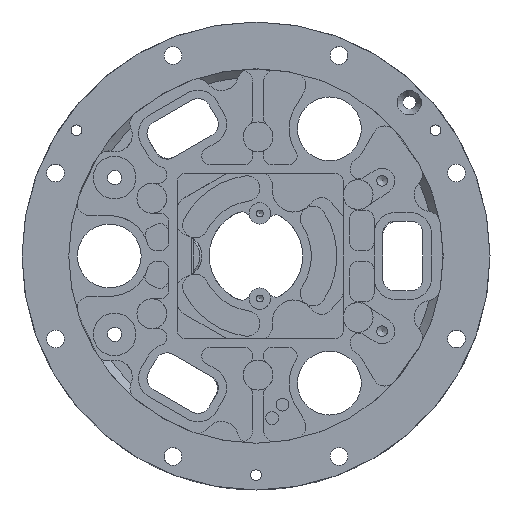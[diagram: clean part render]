
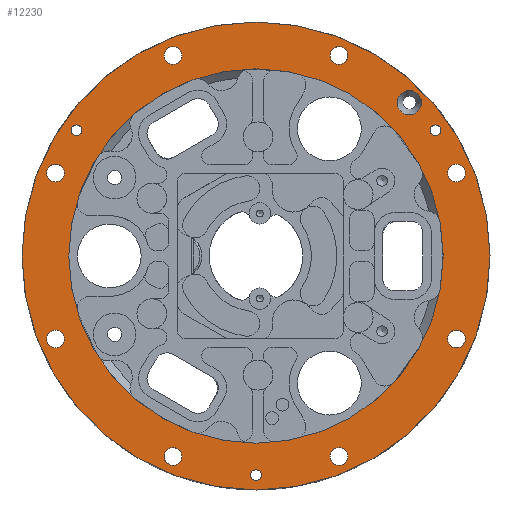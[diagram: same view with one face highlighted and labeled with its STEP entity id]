
A CAD part, front view. The second image highlights one B-rep face of the part: STEP entity #12230.
In plain terms, the highlighted planar face has unit normal (0, -1, 0).
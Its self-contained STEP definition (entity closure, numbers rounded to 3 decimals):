
#165=FACE_BOUND('',#1617,.T.);
#166=FACE_BOUND('',#1618,.T.);
#167=FACE_BOUND('',#1619,.T.);
#168=FACE_BOUND('',#1620,.T.);
#169=FACE_BOUND('',#1621,.T.);
#170=FACE_BOUND('',#1622,.T.);
#171=FACE_BOUND('',#1623,.T.);
#172=FACE_BOUND('',#1624,.T.);
#173=FACE_BOUND('',#1625,.T.);
#174=FACE_BOUND('',#1626,.T.);
#175=FACE_BOUND('',#1627,.T.);
#176=FACE_BOUND('',#1628,.T.);
#177=FACE_BOUND('',#1629,.T.);
#432=PLANE('',#13472);
#880=FACE_OUTER_BOUND('',#1616,.T.);
#1616=EDGE_LOOP('',(#9846));
#1617=EDGE_LOOP('',(#9847));
#1618=EDGE_LOOP('',(#9848));
#1619=EDGE_LOOP('',(#9849));
#1620=EDGE_LOOP('',(#9850));
#1621=EDGE_LOOP('',(#9851));
#1622=EDGE_LOOP('',(#9852));
#1623=EDGE_LOOP('',(#9853));
#1624=EDGE_LOOP('',(#9854));
#1625=EDGE_LOOP('',(#9855));
#1626=EDGE_LOOP('',(#9856));
#1627=EDGE_LOOP('',(#9857));
#1628=EDGE_LOOP('',(#9858));
#1629=EDGE_LOOP('',(#9859));
#3884=CIRCLE('',#12583,44.);
#4093=CIRCLE('',#12841,1.265);
#4095=CIRCLE('',#12845,1.265);
#4097=CIRCLE('',#12849,1.265);
#4417=CIRCLE('',#13473,55.);
#4418=CIRCLE('',#13474,2.1);
#4419=CIRCLE('',#13475,2.1);
#4420=CIRCLE('',#13476,2.1);
#4421=CIRCLE('',#13477,2.1);
#4422=CIRCLE('',#13478,2.1);
#4423=CIRCLE('',#13479,2.1);
#4424=CIRCLE('',#13480,2.1);
#4425=CIRCLE('',#13481,2.1);
#4426=CIRCLE('',#13482,2.866);
#4770=VERTEX_POINT('',#18213);
#5098=VERTEX_POINT('',#19069);
#5100=VERTEX_POINT('',#19077);
#5102=VERTEX_POINT('',#19085);
#5577=VERTEX_POINT('',#20747);
#5578=VERTEX_POINT('',#20749);
#5579=VERTEX_POINT('',#20751);
#5580=VERTEX_POINT('',#20753);
#5581=VERTEX_POINT('',#20755);
#5582=VERTEX_POINT('',#20757);
#5583=VERTEX_POINT('',#20759);
#5584=VERTEX_POINT('',#20761);
#5585=VERTEX_POINT('',#20763);
#5586=VERTEX_POINT('',#20765);
#5999=EDGE_CURVE('',#4770,#4770,#3884,.T.);
#6381=EDGE_CURVE('',#5098,#5098,#4093,.T.);
#6385=EDGE_CURVE('',#5100,#5100,#4095,.T.);
#6389=EDGE_CURVE('',#5102,#5102,#4097,.T.);
#7132=EDGE_CURVE('',#5577,#5577,#4417,.T.);
#7133=EDGE_CURVE('',#5578,#5578,#4418,.F.);
#7134=EDGE_CURVE('',#5579,#5579,#4419,.F.);
#7135=EDGE_CURVE('',#5580,#5580,#4420,.F.);
#7136=EDGE_CURVE('',#5581,#5581,#4421,.F.);
#7137=EDGE_CURVE('',#5582,#5582,#4422,.F.);
#7138=EDGE_CURVE('',#5583,#5583,#4423,.F.);
#7139=EDGE_CURVE('',#5584,#5584,#4424,.F.);
#7140=EDGE_CURVE('',#5585,#5585,#4425,.F.);
#7141=EDGE_CURVE('',#5586,#5586,#4426,.T.);
#9846=ORIENTED_EDGE('',*,*,#7132,.F.);
#9847=ORIENTED_EDGE('',*,*,#6385,.T.);
#9848=ORIENTED_EDGE('',*,*,#6389,.T.);
#9849=ORIENTED_EDGE('',*,*,#6381,.T.);
#9850=ORIENTED_EDGE('',*,*,#5999,.T.);
#9851=ORIENTED_EDGE('',*,*,#7133,.F.);
#9852=ORIENTED_EDGE('',*,*,#7134,.F.);
#9853=ORIENTED_EDGE('',*,*,#7135,.F.);
#9854=ORIENTED_EDGE('',*,*,#7136,.F.);
#9855=ORIENTED_EDGE('',*,*,#7137,.F.);
#9856=ORIENTED_EDGE('',*,*,#7138,.F.);
#9857=ORIENTED_EDGE('',*,*,#7139,.F.);
#9858=ORIENTED_EDGE('',*,*,#7140,.F.);
#9859=ORIENTED_EDGE('',*,*,#7141,.T.);
#12230=ADVANCED_FACE('',(#880,#165,#166,#167,#168,#169,#170,#171,#172,#173,
#174,#175,#176,#177),#432,.F.);
#12583=AXIS2_PLACEMENT_3D('',#18215,#14169,#14170);
#12841=AXIS2_PLACEMENT_3D('',#19070,#14841,#14842);
#12845=AXIS2_PLACEMENT_3D('',#19078,#14851,#14852);
#12849=AXIS2_PLACEMENT_3D('',#19086,#14861,#14862);
#13472=AXIS2_PLACEMENT_3D('',#20746,#16504,#16505);
#13473=AXIS2_PLACEMENT_3D('',#20748,#16506,#16507);
#13474=AXIS2_PLACEMENT_3D('',#20750,#16508,#16509);
#13475=AXIS2_PLACEMENT_3D('',#20752,#16510,#16511);
#13476=AXIS2_PLACEMENT_3D('',#20754,#16512,#16513);
#13477=AXIS2_PLACEMENT_3D('',#20756,#16514,#16515);
#13478=AXIS2_PLACEMENT_3D('',#20758,#16516,#16517);
#13479=AXIS2_PLACEMENT_3D('',#20760,#16518,#16519);
#13480=AXIS2_PLACEMENT_3D('',#20762,#16520,#16521);
#13481=AXIS2_PLACEMENT_3D('',#20764,#16522,#16523);
#13482=AXIS2_PLACEMENT_3D('',#20766,#16524,#16525);
#14169=DIRECTION('center_axis',(0.,1.,0.));
#14170=DIRECTION('ref_axis',(0.,0.,1.));
#14841=DIRECTION('center_axis',(0.,1.,0.));
#14842=DIRECTION('ref_axis',(0.,0.,-1.));
#14851=DIRECTION('center_axis',(0.,1.,0.));
#14852=DIRECTION('ref_axis',(0.,0.,-1.));
#14861=DIRECTION('center_axis',(0.,1.,0.));
#14862=DIRECTION('ref_axis',(0.,0.,-1.));
#16504=DIRECTION('center_axis',(0.,1.,0.));
#16505=DIRECTION('ref_axis',(1.,0.,0.));
#16506=DIRECTION('center_axis',(0.,1.,0.));
#16507=DIRECTION('ref_axis',(1.,0.,0.));
#16508=DIRECTION('center_axis',(0.,1.,0.));
#16509=DIRECTION('ref_axis',(0.,0.,1.));
#16510=DIRECTION('center_axis',(0.,1.,0.));
#16511=DIRECTION('ref_axis',(0.707,0.,0.707));
#16512=DIRECTION('center_axis',(0.,1.,0.));
#16513=DIRECTION('ref_axis',(1.,0.,0.));
#16514=DIRECTION('center_axis',(0.,1.,0.));
#16515=DIRECTION('ref_axis',(0.707,0.,-0.707));
#16516=DIRECTION('center_axis',(0.,1.,0.));
#16517=DIRECTION('ref_axis',(0.,0.,-1.));
#16518=DIRECTION('center_axis',(0.,1.,0.));
#16519=DIRECTION('ref_axis',(-0.707,0.,-0.707));
#16520=DIRECTION('center_axis',(0.,1.,0.));
#16521=DIRECTION('ref_axis',(-1.,0.,0.));
#16522=DIRECTION('center_axis',(0.,1.,0.));
#16523=DIRECTION('ref_axis',(-0.707,0.,0.707));
#16524=DIRECTION('center_axis',(0.,1.,0.));
#16525=DIRECTION('ref_axis',(0.,0.,-1.));
#18213=CARTESIAN_POINT('',(0.,-1.5,-44.));
#18215=CARTESIAN_POINT('Origin',(0.,-1.5,0.));
#19069=CARTESIAN_POINT('',(42.186,-1.5,30.804));
#19070=CARTESIAN_POINT('Origin',(42.186,-1.5,29.539));
#19077=CARTESIAN_POINT('',(0.,-1.5,-50.236));
#19078=CARTESIAN_POINT('Origin',(0.,-1.5,-51.5));
#19085=CARTESIAN_POINT('',(-42.186,-1.5,30.804));
#19086=CARTESIAN_POINT('Origin',(-42.186,-1.5,29.539));
#20746=CARTESIAN_POINT('Origin',(0.,-1.5,0.));
#20747=CARTESIAN_POINT('',(-55.,-1.5,0.));
#20748=CARTESIAN_POINT('Origin',(0.,-1.5,0.));
#20749=CARTESIAN_POINT('',(-47.118,-1.5,-21.617));
#20750=CARTESIAN_POINT('Origin',(-47.118,-1.5,-19.517));
#20751=CARTESIAN_POINT('',(-48.603,-1.5,18.032));
#20752=CARTESIAN_POINT('Origin',(-47.118,-1.5,19.517));
#20753=CARTESIAN_POINT('',(-21.617,-1.5,47.118));
#20754=CARTESIAN_POINT('Origin',(-19.517,-1.5,47.118));
#20755=CARTESIAN_POINT('',(18.032,-1.5,48.603));
#20756=CARTESIAN_POINT('Origin',(19.517,-1.5,47.118));
#20757=CARTESIAN_POINT('',(47.118,-1.5,21.617));
#20758=CARTESIAN_POINT('Origin',(47.118,-1.5,19.517));
#20759=CARTESIAN_POINT('',(48.603,-1.5,-18.032));
#20760=CARTESIAN_POINT('Origin',(47.118,-1.5,-19.517));
#20761=CARTESIAN_POINT('',(21.617,-1.5,-47.118));
#20762=CARTESIAN_POINT('Origin',(19.517,-1.5,-47.118));
#20763=CARTESIAN_POINT('',(-18.032,-1.5,-48.603));
#20764=CARTESIAN_POINT('Origin',(-19.517,-1.5,-47.118));
#20765=CARTESIAN_POINT('',(36.062,-1.5,38.928));
#20766=CARTESIAN_POINT('Origin',(36.062,-1.5,36.062));
